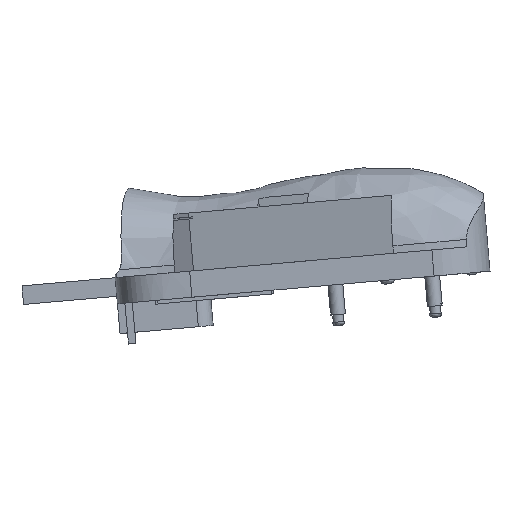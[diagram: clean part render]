
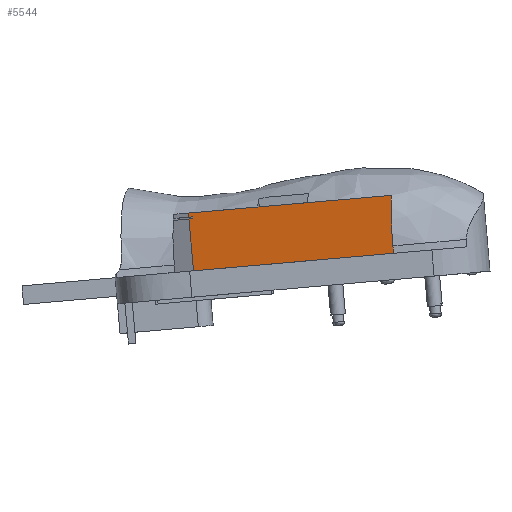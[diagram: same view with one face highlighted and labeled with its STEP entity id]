
A CAD part, left-side view. The second image highlights one B-rep face of the part: STEP entity #5544.
In plain terms, the highlighted planar face has unit normal (-0.985, 0.173, -0.015).
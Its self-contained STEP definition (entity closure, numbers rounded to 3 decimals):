
#393=PLANE('',#5938);
#600=LINE('',#8818,#1103);
#758=LINE('',#10058,#1261);
#759=LINE('',#10060,#1262);
#760=LINE('',#10062,#1263);
#761=LINE('',#10064,#1264);
#762=LINE('',#10066,#1265);
#763=LINE('',#10068,#1266);
#764=LINE('',#10070,#1267);
#765=LINE('',#10072,#1268);
#766=LINE('',#10074,#1269);
#767=LINE('',#10076,#1270);
#768=LINE('',#10078,#1271);
#1103=VECTOR('',#6313,1000.);
#1261=VECTOR('',#6675,1000.);
#1262=VECTOR('',#6676,1000.);
#1263=VECTOR('',#6677,1000.);
#1264=VECTOR('',#6678,1000.);
#1265=VECTOR('',#6679,1000.);
#1266=VECTOR('',#6680,1000.);
#1267=VECTOR('',#6681,1000.);
#1268=VECTOR('',#6682,1000.);
#1269=VECTOR('',#6683,1000.);
#1270=VECTOR('',#6684,1000.);
#1271=VECTOR('',#6685,1000.);
#2128=ORIENTED_EDGE('',*,*,#3507,.T.);
#2129=ORIENTED_EDGE('',*,*,#3508,.T.);
#2130=ORIENTED_EDGE('',*,*,#3509,.F.);
#2131=ORIENTED_EDGE('',*,*,#3510,.F.);
#2132=ORIENTED_EDGE('',*,*,#3511,.T.);
#2133=ORIENTED_EDGE('',*,*,#3512,.F.);
#2134=ORIENTED_EDGE('',*,*,#3513,.F.);
#2135=ORIENTED_EDGE('',*,*,#3514,.T.);
#2136=ORIENTED_EDGE('',*,*,#3515,.T.);
#2137=ORIENTED_EDGE('',*,*,#3516,.F.);
#2138=ORIENTED_EDGE('',*,*,#3517,.F.);
#2139=ORIENTED_EDGE('',*,*,#3268,.F.);
#3268=EDGE_CURVE('',#4063,#4064,#600,.T.);
#3507=EDGE_CURVE('',#4063,#4208,#758,.F.);
#3508=EDGE_CURVE('',#4208,#4209,#759,.F.);
#3509=EDGE_CURVE('',#4210,#4209,#760,.F.);
#3510=EDGE_CURVE('',#4211,#4210,#761,.T.);
#3511=EDGE_CURVE('',#4211,#4212,#762,.F.);
#3512=EDGE_CURVE('',#4213,#4212,#763,.F.);
#3513=EDGE_CURVE('',#4214,#4213,#764,.F.);
#3514=EDGE_CURVE('',#4214,#4215,#765,.T.);
#3515=EDGE_CURVE('',#4215,#4216,#766,.F.);
#3516=EDGE_CURVE('',#4217,#4216,#767,.T.);
#3517=EDGE_CURVE('',#4064,#4217,#768,.F.);
#4063=VERTEX_POINT('',#8817);
#4064=VERTEX_POINT('',#8819);
#4208=VERTEX_POINT('',#10059);
#4209=VERTEX_POINT('',#10061);
#4210=VERTEX_POINT('',#10063);
#4211=VERTEX_POINT('',#10065);
#4212=VERTEX_POINT('',#10067);
#4213=VERTEX_POINT('',#10069);
#4214=VERTEX_POINT('',#10071);
#4215=VERTEX_POINT('',#10073);
#4216=VERTEX_POINT('',#10075);
#4217=VERTEX_POINT('',#10077);
#4787=EDGE_LOOP('',(#2128,#2129,#2130,#2131,#2132,#2133,#2134,#2135,#2136,
#2137,#2138,#2139));
#5158=FACE_BOUND('',#4787,.T.);
#5544=ADVANCED_FACE('',(#5158),#393,.T.);
#5938=AXIS2_PLACEMENT_3D('',#10057,#6673,#6674);
#6313=DIRECTION('',(0.174,0.981,-0.086));
#6673=DIRECTION('',(-0.985,0.173,-0.015));
#6674=DIRECTION('',(0.,-0.087,-0.996));
#6675=DIRECTION('',(0.,-0.087,-0.996));
#6676=DIRECTION('',(-0.174,-0.981,0.086));
#6677=DIRECTION('',(0.,0.087,0.996));
#6678=DIRECTION('',(0.174,0.981,-0.086));
#6679=DIRECTION('',(0.,-0.087,-0.996));
#6680=DIRECTION('',(0.174,0.981,-0.086));
#6681=DIRECTION('',(0.,-0.087,-0.996));
#6682=DIRECTION('',(-0.174,-0.981,0.086));
#6683=DIRECTION('',(0.,0.087,0.996));
#6684=DIRECTION('',(-0.174,-0.981,0.086));
#6685=DIRECTION('',(0.,-0.087,-0.996));
#8817=CARTESIAN_POINT('',(151.011,-366.652,31.081));
#8818=CARTESIAN_POINT('',(151.271,-365.18,30.952));
#8819=CARTESIAN_POINT('',(161.43,-307.788,25.931));
#10057=CARTESIAN_POINT('',(151.271,-363.829,46.393));
#10058=CARTESIAN_POINT('',(151.011,-365.301,46.522));
#10059=CARTESIAN_POINT('',(151.011,-365.44,44.928));
#10060=CARTESIAN_POINT('',(151.011,-365.44,44.928));
#10061=CARTESIAN_POINT('',(151.184,-364.459,44.842));
#10062=CARTESIAN_POINT('',(151.184,-364.416,45.34));
#10063=CARTESIAN_POINT('',(151.184,-364.416,45.34));
#10064=CARTESIAN_POINT('',(151.011,-365.397,45.426));
#10065=CARTESIAN_POINT('',(151.011,-365.397,45.426));
#10066=CARTESIAN_POINT('',(151.011,-365.301,46.522));
#10067=CARTESIAN_POINT('',(151.011,-365.301,46.522));
#10068=CARTESIAN_POINT('',(151.271,-363.829,46.393));
#10069=CARTESIAN_POINT('',(161.43,-306.437,41.372));
#10070=CARTESIAN_POINT('',(161.43,-306.437,41.372));
#10071=CARTESIAN_POINT('',(161.43,-306.533,40.276));
#10072=CARTESIAN_POINT('',(161.43,-306.533,40.276));
#10073=CARTESIAN_POINT('',(161.256,-307.514,40.362));
#10074=CARTESIAN_POINT('',(161.256,-307.514,40.362));
#10075=CARTESIAN_POINT('',(161.256,-307.558,39.864));
#10076=CARTESIAN_POINT('',(161.43,-306.577,39.778));
#10077=CARTESIAN_POINT('',(161.43,-306.577,39.778));
#10078=CARTESIAN_POINT('',(161.43,-306.437,41.372));
